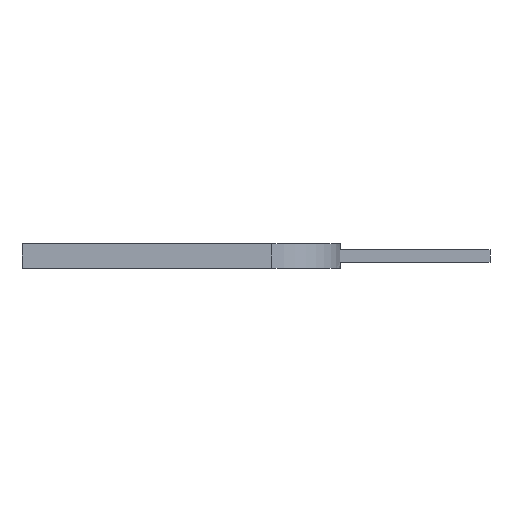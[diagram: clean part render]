
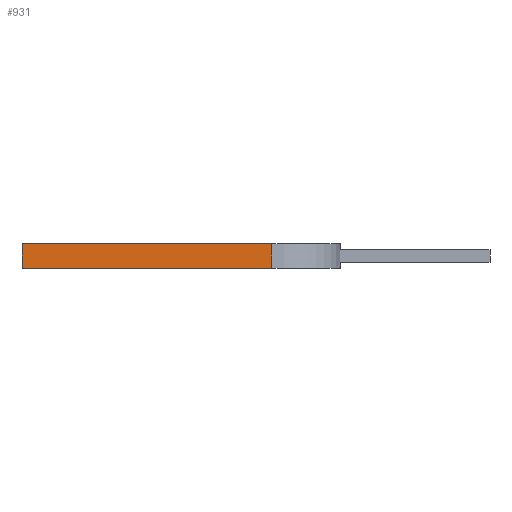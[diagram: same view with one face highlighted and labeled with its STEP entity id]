
A CAD part, left-side view. The second image highlights one B-rep face of the part: STEP entity #931.
In plain terms, the highlighted planar face has unit normal (-1, 0, 0).
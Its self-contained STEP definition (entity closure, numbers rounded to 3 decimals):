
#696 = PLANE('',#697);
#697 = AXIS2_PLACEMENT_3D('',#698,#699,#700);
#698 = CARTESIAN_POINT('',(-18.,0.,4.));
#699 = DIRECTION('',(0.,0.,1.));
#700 = DIRECTION('',(-1.,0.,0.));
#721 = VERTEX_POINT('',#722);
#722 = CARTESIAN_POINT('',(-22.,80.,4.));
#736 = PLANE('',#737);
#737 = AXIS2_PLACEMENT_3D('',#738,#739,#740);
#738 = CARTESIAN_POINT('',(-20.,80.,0.));
#739 = DIRECTION('',(-0.,-1.,-0.));
#740 = DIRECTION('',(0.,0.,-1.));
#748 = EDGE_CURVE('',#721,#749,#751,.T.);
#749 = VERTEX_POINT('',#750);
#750 = CARTESIAN_POINT('',(-22.,0.,4.));
#751 = SURFACE_CURVE('',#752,(#756,#763),.PCURVE_S1.);
#752 = LINE('',#753,#754);
#753 = CARTESIAN_POINT('',(-22.,0.,4.));
#754 = VECTOR('',#755,1.);
#755 = DIRECTION('',(0.,-1.,0.));
#756 = PCURVE('',#696,#757);
#757 = DEFINITIONAL_REPRESENTATION('',(#758),#762);
#758 = LINE('',#759,#760);
#759 = CARTESIAN_POINT('',(4.,0.));
#760 = VECTOR('',#761,1.);
#761 = DIRECTION('',(0.,1.));
#762 = ( GEOMETRIC_REPRESENTATION_CONTEXT(2) 
PARAMETRIC_REPRESENTATION_CONTEXT() REPRESENTATION_CONTEXT('2D SPACE',''
  ) );
#763 = PCURVE('',#764,#769);
#764 = PLANE('',#765);
#765 = AXIS2_PLACEMENT_3D('',#766,#767,#768);
#766 = CARTESIAN_POINT('',(-22.,0.,4.));
#767 = DIRECTION('',(-1.,0.,0.));
#768 = DIRECTION('',(0.,0.,-1.));
#769 = DEFINITIONAL_REPRESENTATION('',(#770),#774);
#770 = LINE('',#771,#772);
#771 = CARTESIAN_POINT('',(0.,0.));
#772 = VECTOR('',#773,1.);
#773 = DIRECTION('',(0.,1.));
#774 = ( GEOMETRIC_REPRESENTATION_CONTEXT(2) 
PARAMETRIC_REPRESENTATION_CONTEXT() REPRESENTATION_CONTEXT('2D SPACE',''
  ) );
#823 = PLANE('',#824);
#824 = AXIS2_PLACEMENT_3D('',#825,#826,#827);
#825 = CARTESIAN_POINT('',(-22.,0.,-4.));
#826 = DIRECTION('',(0.,0.,-1.));
#827 = DIRECTION('',(1.,0.,0.));
#887 = EDGE_CURVE('',#721,#888,#890,.T.);
#888 = VERTEX_POINT('',#889);
#889 = CARTESIAN_POINT('',(-22.,80.,-4.));
#890 = SURFACE_CURVE('',#891,(#895,#902),.PCURVE_S1.);
#891 = LINE('',#892,#893);
#892 = CARTESIAN_POINT('',(-22.,80.,4.));
#893 = VECTOR('',#894,1.);
#894 = DIRECTION('',(0.,0.,-1.));
#895 = PCURVE('',#736,#896);
#896 = DEFINITIONAL_REPRESENTATION('',(#897),#901);
#897 = LINE('',#898,#899);
#898 = CARTESIAN_POINT('',(-4.,-2.));
#899 = VECTOR('',#900,1.);
#900 = DIRECTION('',(1.,0.));
#901 = ( GEOMETRIC_REPRESENTATION_CONTEXT(2) 
PARAMETRIC_REPRESENTATION_CONTEXT() REPRESENTATION_CONTEXT('2D SPACE',''
  ) );
#902 = PCURVE('',#764,#903);
#903 = DEFINITIONAL_REPRESENTATION('',(#904),#908);
#904 = LINE('',#905,#906);
#905 = CARTESIAN_POINT('',(0.,-80.));
#906 = VECTOR('',#907,1.);
#907 = DIRECTION('',(1.,0.));
#908 = ( GEOMETRIC_REPRESENTATION_CONTEXT(2) 
PARAMETRIC_REPRESENTATION_CONTEXT() REPRESENTATION_CONTEXT('2D SPACE',''
  ) );
#931 = ADVANCED_FACE('',(#932),#764,.T.);
#932 = FACE_BOUND('',#933,.T.);
#933 = EDGE_LOOP('',(#934,#935,#936,#959));
#934 = ORIENTED_EDGE('',*,*,#748,.F.);
#935 = ORIENTED_EDGE('',*,*,#887,.T.);
#936 = ORIENTED_EDGE('',*,*,#937,.T.);
#937 = EDGE_CURVE('',#888,#938,#940,.T.);
#938 = VERTEX_POINT('',#939);
#939 = CARTESIAN_POINT('',(-22.,0.,-4.));
#940 = SURFACE_CURVE('',#941,(#945,#952),.PCURVE_S1.);
#941 = LINE('',#942,#943);
#942 = CARTESIAN_POINT('',(-22.,0.,-4.));
#943 = VECTOR('',#944,1.);
#944 = DIRECTION('',(0.,-1.,0.));
#945 = PCURVE('',#764,#946);
#946 = DEFINITIONAL_REPRESENTATION('',(#947),#951);
#947 = LINE('',#948,#949);
#948 = CARTESIAN_POINT('',(8.,0.));
#949 = VECTOR('',#950,1.);
#950 = DIRECTION('',(0.,1.));
#951 = ( GEOMETRIC_REPRESENTATION_CONTEXT(2) 
PARAMETRIC_REPRESENTATION_CONTEXT() REPRESENTATION_CONTEXT('2D SPACE',''
  ) );
#952 = PCURVE('',#823,#953);
#953 = DEFINITIONAL_REPRESENTATION('',(#954),#958);
#954 = LINE('',#955,#956);
#955 = CARTESIAN_POINT('',(0.,0.));
#956 = VECTOR('',#957,1.);
#957 = DIRECTION('',(0.,1.));
#958 = ( GEOMETRIC_REPRESENTATION_CONTEXT(2) 
PARAMETRIC_REPRESENTATION_CONTEXT() REPRESENTATION_CONTEXT('2D SPACE',''
  ) );
#959 = ORIENTED_EDGE('',*,*,#960,.F.);
#960 = EDGE_CURVE('',#749,#938,#961,.T.);
#961 = SURFACE_CURVE('',#962,(#966,#973),.PCURVE_S1.);
#962 = LINE('',#963,#964);
#963 = CARTESIAN_POINT('',(-22.,0.,4.));
#964 = VECTOR('',#965,1.);
#965 = DIRECTION('',(0.,0.,-1.));
#966 = PCURVE('',#764,#967);
#967 = DEFINITIONAL_REPRESENTATION('',(#968),#972);
#968 = LINE('',#969,#970);
#969 = CARTESIAN_POINT('',(0.,-0.));
#970 = VECTOR('',#971,1.);
#971 = DIRECTION('',(1.,0.));
#972 = ( GEOMETRIC_REPRESENTATION_CONTEXT(2) 
PARAMETRIC_REPRESENTATION_CONTEXT() REPRESENTATION_CONTEXT('2D SPACE',''
  ) );
#973 = PCURVE('',#974,#979);
#974 = CYLINDRICAL_SURFACE('',#975,22.);
#975 = AXIS2_PLACEMENT_3D('',#976,#977,#978);
#976 = CARTESIAN_POINT('',(0.,0.,4.));
#977 = DIRECTION('',(0.,0.,1.));
#978 = DIRECTION('',(1.,0.,0.));
#979 = DEFINITIONAL_REPRESENTATION('',(#980),#984);
#980 = LINE('',#981,#982);
#981 = CARTESIAN_POINT('',(3.142,0.));
#982 = VECTOR('',#983,1.);
#983 = DIRECTION('',(-0.,-1.));
#984 = ( GEOMETRIC_REPRESENTATION_CONTEXT(2) 
PARAMETRIC_REPRESENTATION_CONTEXT() REPRESENTATION_CONTEXT('2D SPACE',''
  ) );
